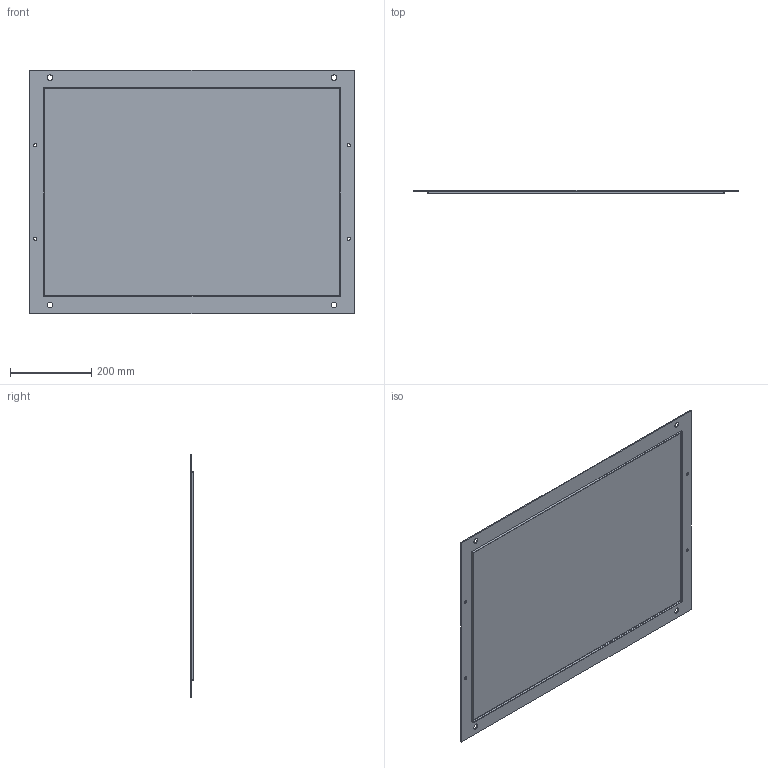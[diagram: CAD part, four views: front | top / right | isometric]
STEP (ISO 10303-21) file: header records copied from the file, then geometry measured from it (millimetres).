
FILE_DESCRIPTION (( 'STEP AP214' ), '1' );
FILE_NAME ('YKM-K-800X600 Êðûøà 800õ600 ÙÎ.STEP', '2016-11-17T07:15:11', ( '' ), ( '' ), 'SwSTEP 2.0', 'SolidWorks 2014', '' );
FILE_SCHEMA (( 'AUTOMOTIVE_DESIGN' ));
Length unit declared in the file: millimetre
Products named in the file (1): YKM-K-800X600 Êðûøà 800õ600 ÙÎ
Bounding box: 800.02 x 8.42 x 600.02 mm (x, y, z)
Volume: 850358.3 mm3; surface area: 998378.7 mm2
Topology: 1 solids, 1 shells, 32 faces, 84 edges, 56 vertices
Faces by surface type: cylinder 16, plane 16
Entity records: 1418 total; most frequent: DIRECTION 182, CARTESIAN_POINT 173, ORIENTED_EDGE 168, EDGE_CURVE 84, AXIS2_PLACEMENT_3D 65, VERTEX_POINT 56, LINE 52, VECTOR 52
